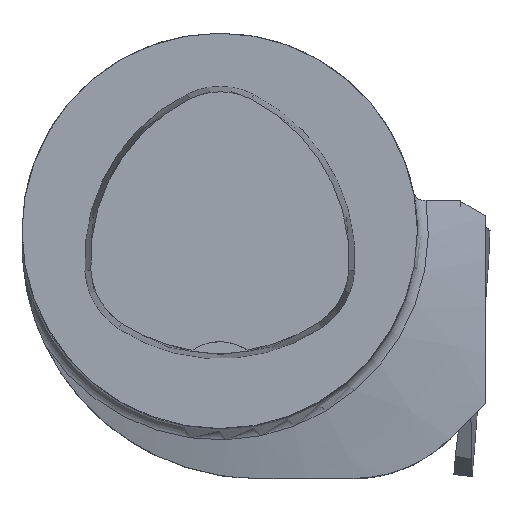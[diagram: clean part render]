
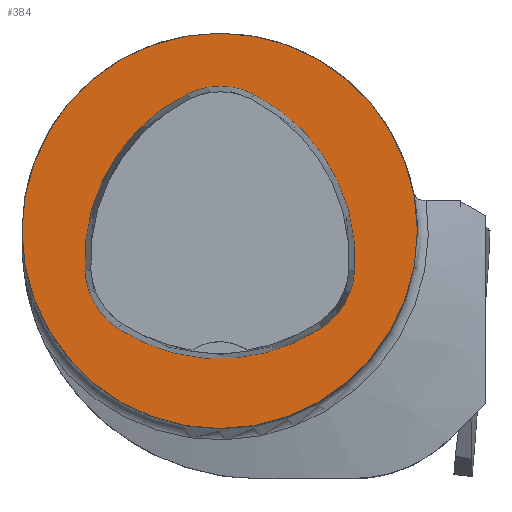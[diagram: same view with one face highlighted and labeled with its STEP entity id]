
A CAD part, top view. The second image highlights one B-rep face of the part: STEP entity #384.
In plain terms, the highlighted planar face has unit normal (0, 0, 1).
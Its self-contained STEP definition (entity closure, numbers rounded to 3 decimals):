
#274=CIRCLE('',#2813,16.);
#281=CIRCLE('',#2844,15.);
#283=CIRCLE('',#2847,6.);
#285=CIRCLE('',#2850,15.);
#287=CIRCLE('',#2853,6.);
#290=CIRCLE('',#2857,15.);
#293=CIRCLE('',#2861,6.);
#352=FACE_BOUND('',#765,.T.);
#353=FACE_BOUND('',#766,.T.);
#384=ADVANCED_FACE('',(#352,#353),#523,.T.);
#523=PLANE('',#2866);
#765=EDGE_LOOP('',(#1125,#1126,#1127,#1128,#1129,#1130));
#766=EDGE_LOOP('',(#1131));
#1125=ORIENTED_EDGE('',*,*,#2082,.F.);
#1126=ORIENTED_EDGE('',*,*,#2077,.F.);
#1127=ORIENTED_EDGE('',*,*,#2072,.F.);
#1128=ORIENTED_EDGE('',*,*,#2069,.F.);
#1129=ORIENTED_EDGE('',*,*,#2066,.F.);
#1130=ORIENTED_EDGE('',*,*,#2062,.F.);
#1131=ORIENTED_EDGE('',*,*,#2002,.T.);
#1755=VERTEX_POINT('',#3856);
#1796=VERTEX_POINT('',#4085);
#1797=VERTEX_POINT('',#4086);
#1800=VERTEX_POINT('',#4094);
#1802=VERTEX_POINT('',#4100);
#1804=VERTEX_POINT('',#4106);
#1808=VERTEX_POINT('',#4119);
#2002=EDGE_CURVE('',#1755,#1755,#274,.T.);
#2062=EDGE_CURVE('',#1796,#1797,#281,.T.);
#2066=EDGE_CURVE('',#1797,#1800,#283,.T.);
#2069=EDGE_CURVE('',#1800,#1802,#285,.T.);
#2072=EDGE_CURVE('',#1802,#1804,#287,.T.);
#2077=EDGE_CURVE('',#1804,#1808,#290,.T.);
#2082=EDGE_CURVE('',#1808,#1796,#293,.T.);
#2813=AXIS2_PLACEMENT_3D('',#3855,#3119,#3120);
#2844=AXIS2_PLACEMENT_3D('',#4084,#3208,#3209);
#2847=AXIS2_PLACEMENT_3D('',#4093,#3216,#3217);
#2850=AXIS2_PLACEMENT_3D('',#4099,#3223,#3224);
#2853=AXIS2_PLACEMENT_3D('',#4105,#3230,#3231);
#2857=AXIS2_PLACEMENT_3D('',#4118,#3239,#3240);
#2861=AXIS2_PLACEMENT_3D('',#4131,#3248,#3249);
#2866=AXIS2_PLACEMENT_3D('',#4136,#3258,#3259);
#3119=DIRECTION('',(0.,0.,1.));
#3120=DIRECTION('',(1.,0.,0.));
#3208=DIRECTION('',(0.,0.,1.));
#3209=DIRECTION('',(1.,0.,0.));
#3216=DIRECTION('',(0.,0.,1.));
#3217=DIRECTION('',(1.,0.,0.));
#3223=DIRECTION('',(0.,0.,1.));
#3224=DIRECTION('',(1.,0.,0.));
#3230=DIRECTION('',(0.,0.,1.));
#3231=DIRECTION('',(1.,0.,0.));
#3239=DIRECTION('',(0.,0.,1.));
#3240=DIRECTION('',(1.,0.,0.));
#3248=DIRECTION('',(0.,0.,1.));
#3249=DIRECTION('',(1.,0.,0.));
#3258=DIRECTION('',(0.,0.,1.));
#3259=DIRECTION('',(1.,0.,0.));
#3855=CARTESIAN_POINT('',(0.2,0.,0.));
#3856=CARTESIAN_POINT('',(16.2,0.,0.));
#4084=CARTESIAN_POINT('',(-3.848,-2.316,0.));
#4085=CARTESIAN_POINT('',(11.126,-3.206,0.));
#4086=CARTESIAN_POINT('',(2.974,11.043,0.));
#4093=CARTESIAN_POINT('',(0.245,5.7,0.));
#4094=CARTESIAN_POINT('',(-2.438,11.066,0.));
#4099=CARTESIAN_POINT('',(4.27,-2.35,0.));
#4100=CARTESIAN_POINT('',(-10.703,-3.249,0.));
#4105=CARTESIAN_POINT('',(-4.714,-2.889,0.));
#4106=CARTESIAN_POINT('',(-7.977,-7.924,0.));
#4118=CARTESIAN_POINT('',(0.181,4.663,0.));
#4119=CARTESIAN_POINT('',(8.44,-7.859,0.));
#4131=CARTESIAN_POINT('',(5.136,-2.85,0.));
#4136=CARTESIAN_POINT('',(0.2,0.,0.));
